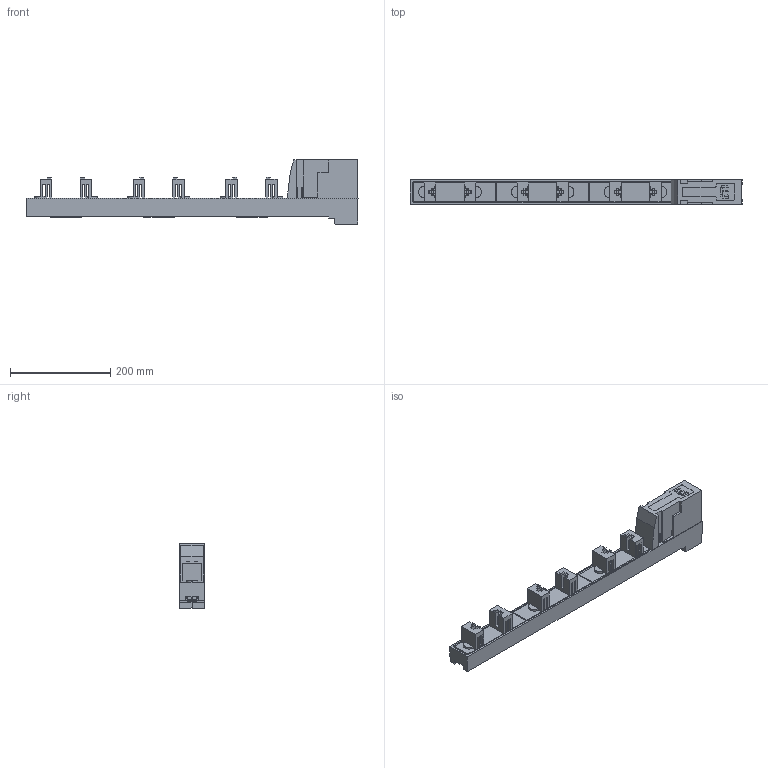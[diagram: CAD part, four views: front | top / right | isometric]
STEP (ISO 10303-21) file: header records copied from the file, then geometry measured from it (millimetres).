
FILE_DESCRIPTION((''),'2;1');
FILE_NAME('L5666009_L_NH-SICHERUNGSLEISTE__ASM','2021-05-13T',('marketing.praksa'),('Audax d.o.o.'),'CREO PARAMETRIC BY PTC INC, 2017480','CREO PARAMETRIC BY PTC INC, 2017480','');
FILE_SCHEMA(('AUTOMOTIVE_DESIGN { 1 0 10303 214 1 1 1 1 }'));
Length unit declared in the file: millimetre
Products named in the file (15): 33957_L_TRAEGERTEIL_SL00_185_1; 153253_01_L_ANSCHLUSSSCHIENE_L2; 153254_01_L_ANSCHLUSSSCHIENE_L3; 153252_01_L_ANSCHLUSSSCHIENE_L1; 158272_L_RAHMEN; 68208_SOND_-GEWINDESTIFT_M10; 158291_L_DRUCKSTUECK; 804081_L_KU00-RAHMENKLEMME_ASM; 158504_L_SAMMELSCHIENENKONTAK_1; 158504_01_L_SAMMELSCHIENENKON_1; 33952_99_KONTAKTABDECKUNG_NUR_1; 33952_01_L_KONTAKTABDECKUNG_O_1; PRT9546; PRT0005J; L5666009_L_NH-SICHERUNGSLEISTE__ASM
Assembly tree (18 placements, depth 3):
  L5666009_L_NH-SICHERUNGSLEISTE__ASM
    33957_L_TRAEGERTEIL_SL00_185_1
    153253_01_L_ANSCHLUSSSCHIENE_L2
    153254_01_L_ANSCHLUSSSCHIENE_L3
    153252_01_L_ANSCHLUSSSCHIENE_L1
    804081_L_KU00-RAHMENKLEMME_ASM  x3
      158272_L_RAHMEN
      68208_SOND_-GEWINDESTIFT_M10
      158291_L_DRUCKSTUECK
    158504_L_SAMMELSCHIENENKONTAK_1  x2
    158504_01_L_SAMMELSCHIENENKON_1
    33952_99_KONTAKTABDECKUNG_NUR_1
    33952_01_L_KONTAKTABDECKUNG_O_1  x2
    PRT9546
    PRT0005J
Bounding box: 662.32 x 49.6 x 128 mm (x, y, z)
Volume: 1109426.9 mm3; surface area: 405731.3 mm2
Topology: 23 solids, 23 shells, 1366 faces, 3910 edges, 2579 vertices
Faces by surface type: plane 942, cylinder 269, cone 112, bspline 43
Entity records: 53976 total; most frequent: CARTESIAN_POINT 8120, ORIENTED_EDGE 6128, DIRECTION 5559, PRESENTATION_STYLE_ASSIGNMENT 4147, STYLED_ITEM 4147, CURVE_STYLE 3064, EDGE_CURVE 3064, VECTOR 2297
